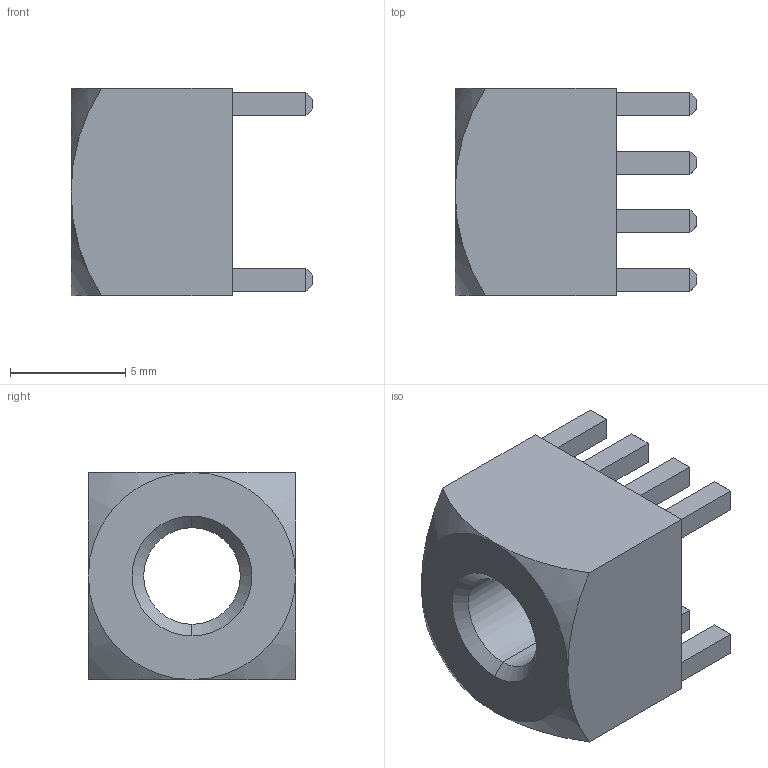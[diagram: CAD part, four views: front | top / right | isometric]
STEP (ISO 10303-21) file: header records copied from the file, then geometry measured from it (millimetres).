
FILE_DESCRIPTION (( 'STEP AP214' ), '1' );
FILE_NAME ('7460305.STEP', '2022-04-19T07:45:27', ( '' ), ( '' ), 'SwSTEP 2.0', 'SolidWorks 2018', '' );
FILE_SCHEMA (( 'AUTOMOTIVE_DESIGN' ));
Length unit declared in the file: millimetre
Products named in the file (1): 7460305
Bounding box: 10.5 x 9 x 9 mm (x, y, z)
Volume: 489.1 mm3; surface area: 568.3 mm2
Topology: 1 solids, 1 shells, 86 faces, 190 edges, 114 vertices
Faces by surface type: plane 78, sphere 4, cone 2, cylinder 2
Entity records: 3272 total; most frequent: CARTESIAN_POINT 391, DIRECTION 382, ORIENTED_EDGE 380, EDGE_CURVE 190, VECTOR 172, LINE 172, VERTEX_POINT 114, AXIS2_PLACEMENT_3D 105
